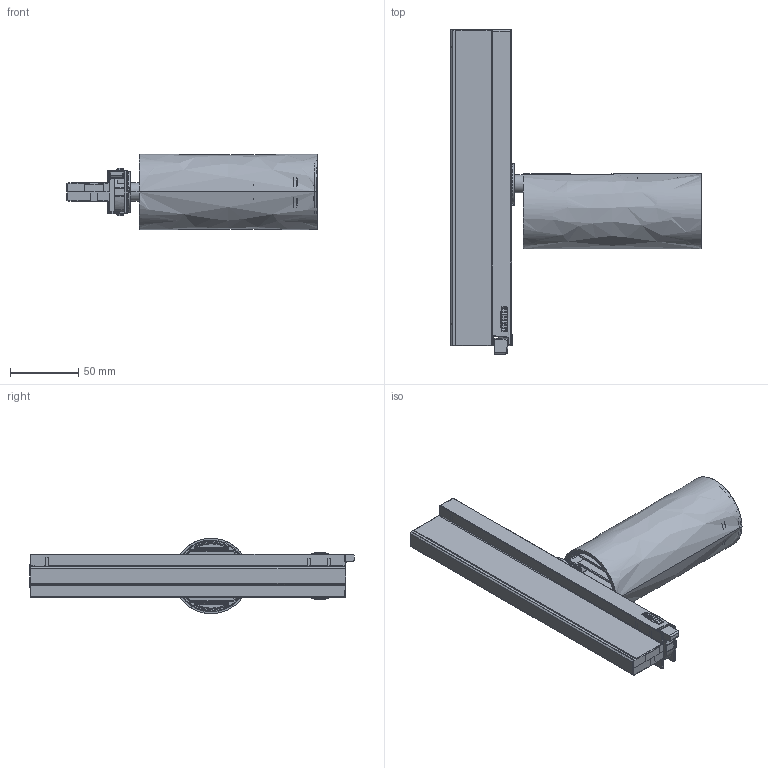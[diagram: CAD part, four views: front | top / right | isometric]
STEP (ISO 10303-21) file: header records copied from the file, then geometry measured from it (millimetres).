
FILE_DESCRIPTION(/* description */ (''),/* implementation_level */ '2;1');
FILE_NAME(/* name */ 'VECTOR 55 TRACK',/* time_stamp */ '2018-02-07T15:15:52+01:00',/* author */ (''),/* organization */ (''),/* preprocessor_version */ 'ST-DEVELOPER v15',/* originating_system */ '',/* authorisation */ '');
FILE_SCHEMA (('CONFIG_CONTROL_DESIGN'));
Length unit declared in the file: millimetre
Products named in the file (1): Document
Bounding box: 183.17 x 236.89 x 54.98 mm (x, y, z)
Surface area: 117830.4 mm2 (no closed solid volume)
Topology: 0 solids, 403 shells, 841 faces, 3094 edges, 2539 vertices
Faces by surface type: bspline 690, plane 151
Entity records: 62375 total; most frequent: CARTESIAN_POINT 47082, ORIENTED_EDGE 4129, EDGE_CURVE 3045, VERTEX_POINT 2539, B_SPLINE_CURVE_WITH_KNOTS 1593, EDGE_LOOP 865, ADVANCED_FACE 839, FACE_OUTER_BOUND 839
